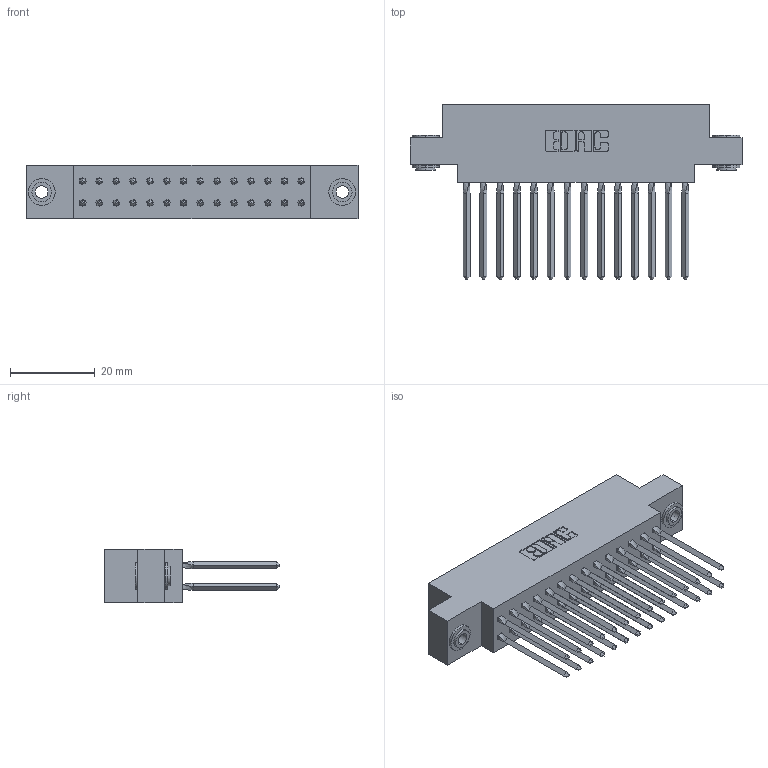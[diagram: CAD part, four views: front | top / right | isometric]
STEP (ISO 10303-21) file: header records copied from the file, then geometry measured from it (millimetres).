
FILE_DESCRIPTION (( 'STEP AP203' ), '1' );
FILE_NAME ('317-028-543-803.STEP', '2020-02-27T19:46:29', ( '' ), ( '' ), 'SwSTEP 2.0', 'SolidWorks 2016', '' );
FILE_SCHEMA (( 'CONFIG_CONTROL_DESIGN' ));
Length unit declared in the file: inch
Products named in the file (4): 317-028-543-803; 345-250-002_345-250-002-102; 317-290-001_543; 317 Part_.156 Dia - TH
Assembly tree (31 placements, depth 2):
  317-028-543-803
    317 Part_.156 Dia - TH
    317-290-001_543  x28
    345-250-002_345-250-002-102  x2
Bounding box: 78.18 x 41.15 x 12.7 mm (x, y, z)
Volume: 12333.3 mm3; surface area: 17823.4 mm2
Topology: 31 solids, 31 shells, 2632 faces, 7267 edges, 4682 vertices
Faces by surface type: plane 2112, cylinder 400, bspline 112, cone 8
Entity records: 24793 total; most frequent: CARTESIAN_POINT 4706, ORIENTED_EDGE 4198, DIRECTION 3547, EDGE_CURVE 2099, LINE 1819, VECTOR 1819, VERTEX_POINT 1391, AXIS2_PLACEMENT_3D 864
